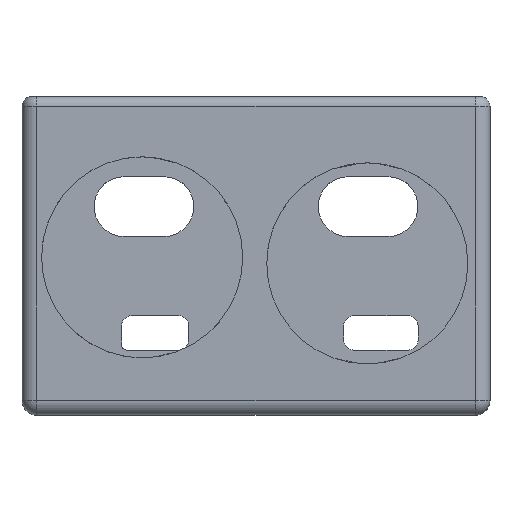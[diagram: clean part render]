
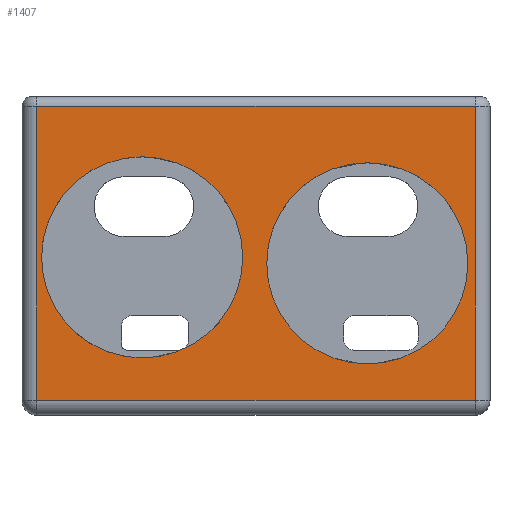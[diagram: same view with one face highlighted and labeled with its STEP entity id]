
A CAD part, top view. The second image highlights one B-rep face of the part: STEP entity #1407.
In plain terms, the highlighted planar face has unit normal (0, 0, 1).
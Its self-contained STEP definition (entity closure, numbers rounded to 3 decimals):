
#216 = AXIS2_PLACEMENT_3D ( 'NONE', #3997, #1935, #2827 ) ;
#327 = EDGE_LOOP ( 'NONE', ( #2332, #4449 ) ) ;
#382 = FACE_OUTER_BOUND ( 'NONE', #2761, .T. ) ;
#440 = ORIENTED_EDGE ( 'NONE', *, *, #4736, .T. ) ;
#454 = DIRECTION ( 'NONE',  ( 0., 0., -1. ) ) ;
#472 = ORIENTED_EDGE ( 'NONE', *, *, #3401, .T. ) ;
#506 = DIRECTION ( 'NONE',  ( 0., 0., 1. ) ) ;
#576 = CARTESIAN_POINT ( 'NONE',  ( 170.025, -5.467, 21.5 ) ) ;
#741 = CIRCLE ( 'NONE', #1872, 20.2 ) ;
#769 = LINE ( 'NONE', #4812, #5066 ) ;
#776 = VECTOR ( 'NONE', #1605, 1000. ) ;
#844 = EDGE_CURVE ( 'NONE', #1075, #2854, #2668, .T. ) ;
#845 = EDGE_CURVE ( 'NONE', #5237, #1081, #3777, .T. ) ;
#875 = CARTESIAN_POINT ( 'NONE',  ( 0., 0., 21.5 ) ) ;
#920 = CARTESIAN_POINT ( 'NONE',  ( 104.61, -4.258, 21.5 ) ) ;
#1075 = VERTEX_POINT ( 'NONE', #1909 ) ;
#1081 = VERTEX_POINT ( 'NONE', #3945 ) ;
#1227 = DIRECTION ( 'NONE',  ( 1., 0., 0. ) ) ;
#1268 = VECTOR ( 'NONE', #2168, 1000. ) ;
#1303 = CARTESIAN_POINT ( 'NONE',  ( 83.469, 0., 21.5 ) ) ;
#1326 = VERTEX_POINT ( 'NONE', #4574 ) ;
#1364 = CARTESIAN_POINT ( 'NONE',  ( 171.469, -32.956, 21.5 ) ) ;
#1407 = ADVANCED_FACE ( 'NONE', ( #2896, #3004, #382 ), #1697, .F. ) ;
#1605 = DIRECTION ( 'NONE',  ( 0., -1., 0. ) ) ;
#1610 = AXIS2_PLACEMENT_3D ( 'NONE', #920, #506, #2188 ) ;
#1691 = DIRECTION ( 'NONE',  ( 1., 0., 0. ) ) ;
#1697 = PLANE ( 'NONE',  #3742 ) ;
#1804 = ORIENTED_EDGE ( 'NONE', *, *, #845, .T. ) ;
#1872 = AXIS2_PLACEMENT_3D ( 'NONE', #2560, #4595, #1691 ) ;
#1909 = CARTESIAN_POINT ( 'NONE',  ( 129.625, -5.467, 21.5 ) ) ;
#1935 = DIRECTION ( 'NONE',  ( 0., 0., 1. ) ) ;
#2133 = CARTESIAN_POINT ( 'NONE',  ( 171.469, 0., 21.5 ) ) ;
#2162 = VERTEX_POINT ( 'NONE', #4431 ) ;
#2168 = DIRECTION ( 'NONE',  ( 0., 1., 0. ) ) ;
#2188 = DIRECTION ( 'NONE',  ( 1., 0., 0. ) ) ;
#2332 = ORIENTED_EDGE ( 'NONE', *, *, #3545, .F. ) ;
#2508 = CARTESIAN_POINT ( 'NONE',  ( 149.825, -5.467, 21.5 ) ) ;
#2549 = EDGE_CURVE ( 'NONE', #2630, #1326, #5249, .T. ) ;
#2560 = CARTESIAN_POINT ( 'NONE',  ( 149.825, -5.467, 21.5 ) ) ;
#2566 = CIRCLE ( 'NONE', #1610, 20.2 ) ;
#2630 = VERTEX_POINT ( 'NONE', #4584 ) ;
#2668 = CIRCLE ( 'NONE', #5337, 20.2 ) ;
#2699 = VERTEX_POINT ( 'NONE', #3285 ) ;
#2761 = EDGE_LOOP ( 'NONE', ( #1804, #440, #3293, #472 ) ) ;
#2827 = DIRECTION ( 'NONE',  ( 1., 0., 0. ) ) ;
#2854 = VERTEX_POINT ( 'NONE', #576 ) ;
#2896 = FACE_BOUND ( 'NONE', #2911, .T. ) ;
#2911 = EDGE_LOOP ( 'NONE', ( #4602, #4884 ) ) ;
#3004 = FACE_BOUND ( 'NONE', #327, .T. ) ;
#3285 = CARTESIAN_POINT ( 'NONE',  ( 83.469, -32.956, 21.5 ) ) ;
#3293 = ORIENTED_EDGE ( 'NONE', *, *, #4002, .T. ) ;
#3295 = DIRECTION ( 'NONE',  ( 0., 0., 1. ) ) ;
#3401 = EDGE_CURVE ( 'NONE', #2699, #5237, #769, .T. ) ;
#3545 = EDGE_CURVE ( 'NONE', #2854, #1075, #741, .T. ) ;
#3567 = DIRECTION ( 'NONE',  ( -1., 0., 0. ) ) ;
#3729 = DIRECTION ( 'NONE',  ( -1., 0., 0. ) ) ;
#3742 = AXIS2_PLACEMENT_3D ( 'NONE', #875, #454, #3729 ) ;
#3777 = LINE ( 'NONE', #2133, #1268 ) ;
#3853 = VECTOR ( 'NONE', #3567, 1000. ) ;
#3905 = LINE ( 'NONE', #5250, #3853 ) ;
#3945 = CARTESIAN_POINT ( 'NONE',  ( 171.469, 26.044, 21.5 ) ) ;
#3997 = CARTESIAN_POINT ( 'NONE',  ( 104.61, -4.258, 21.5 ) ) ;
#4002 = EDGE_CURVE ( 'NONE', #2162, #2699, #5308, .T. ) ;
#4431 = CARTESIAN_POINT ( 'NONE',  ( 83.469, 26.044, 21.5 ) ) ;
#4442 = DIRECTION ( 'NONE',  ( 1., 0., 0. ) ) ;
#4449 = ORIENTED_EDGE ( 'NONE', *, *, #844, .F. ) ;
#4574 = CARTESIAN_POINT ( 'NONE',  ( 84.41, -4.258, 21.5 ) ) ;
#4584 = CARTESIAN_POINT ( 'NONE',  ( 124.81, -4.258, 21.5 ) ) ;
#4595 = DIRECTION ( 'NONE',  ( 0., 0., 1. ) ) ;
#4602 = ORIENTED_EDGE ( 'NONE', *, *, #2549, .F. ) ;
#4736 = EDGE_CURVE ( 'NONE', #1081, #2162, #3905, .T. ) ;
#4812 = CARTESIAN_POINT ( 'NONE',  ( 0., -32.956, 21.5 ) ) ;
#4884 = ORIENTED_EDGE ( 'NONE', *, *, #5201, .F. ) ;
#5066 = VECTOR ( 'NONE', #4442, 1000. ) ;
#5201 = EDGE_CURVE ( 'NONE', #1326, #2630, #2566, .T. ) ;
#5237 = VERTEX_POINT ( 'NONE', #1364 ) ;
#5249 = CIRCLE ( 'NONE', #216, 20.2 ) ;
#5250 = CARTESIAN_POINT ( 'NONE',  ( 0., 26.044, 21.5 ) ) ;
#5308 = LINE ( 'NONE', #1303, #776 ) ;
#5337 = AXIS2_PLACEMENT_3D ( 'NONE', #2508, #3295, #1227 ) ;
